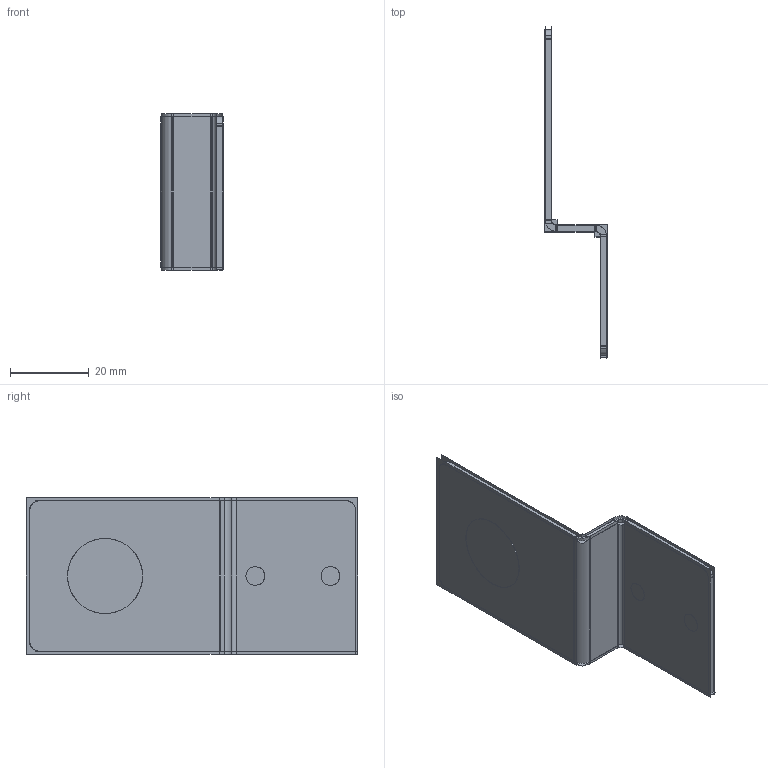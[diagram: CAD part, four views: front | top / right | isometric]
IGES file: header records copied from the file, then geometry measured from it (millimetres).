
Start section:  PTC IGES file: 195843.igs
Global section: file name: 195843.igs; native system: Creo Parametric by Parametric Technology Corporation; preprocessor: 2016010; author: pdmadmin; organization: Unknown; date: 20160729.074252; units: millimetre
Bounding box: 15.77 x 84.12 x 39.62 mm (x, y, z)
Volume: 5175.3 mm3; surface area: 29879.2 mm2
Topology: 1 solids, 1 shells, 62 faces, 292 edges, 360 vertices
Faces by surface type: bspline 36, revolution 26
